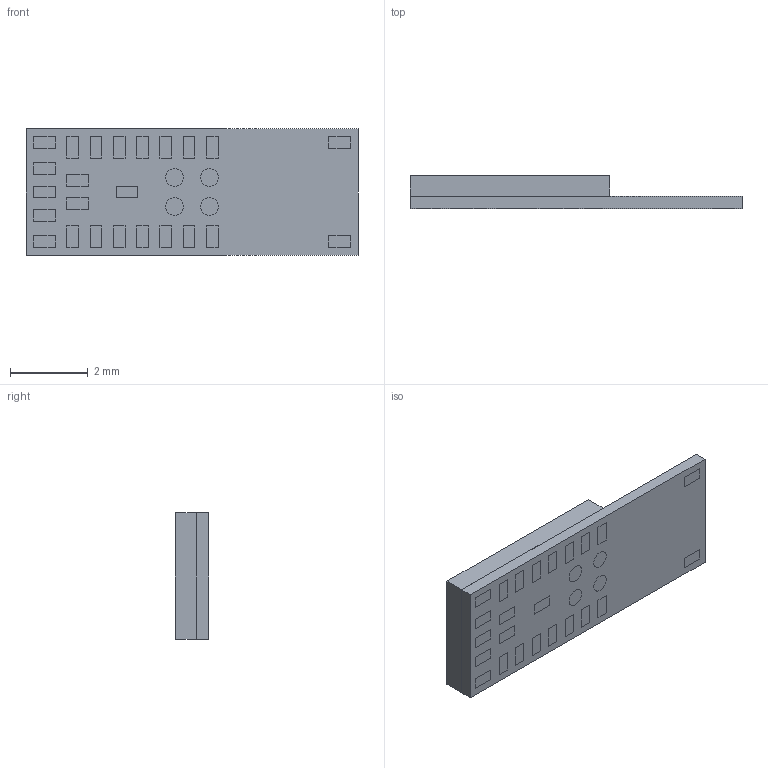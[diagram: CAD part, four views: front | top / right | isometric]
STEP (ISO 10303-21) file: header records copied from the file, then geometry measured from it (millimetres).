
FILE_DESCRIPTION (( 'STEP AP214' ), '1' );
FILE_NAME ('EYSHSNZWZ.STEP', '2019-12-11T12:08:41', ( '' ), ( '' ), 'SwSTEP 2.0', 'SolidWorks 2017', '' );
FILE_SCHEMA (( 'AUTOMOTIVE_DESIGN' ));
Length unit declared in the file: millimetre
Products named in the file (1): EYSHSNZWZ
Bounding box: 8.55 x 0.85 x 3.25 mm (x, y, z)
Volume: 17.7 mm3; surface area: 123.9 mm2
Topology: 30 solids, 30 shells, 304 faces, 648 edges, 432 vertices
Faces by surface type: plane 288, cylinder 16
Entity records: 8339 total; most frequent: CARTESIAN_POINT 1385, ORIENTED_EDGE 1296, DIRECTION 1290, EDGE_CURVE 648, VECTOR 616, LINE 616, VERTEX_POINT 432, AXIS2_PLACEMENT_3D 337
